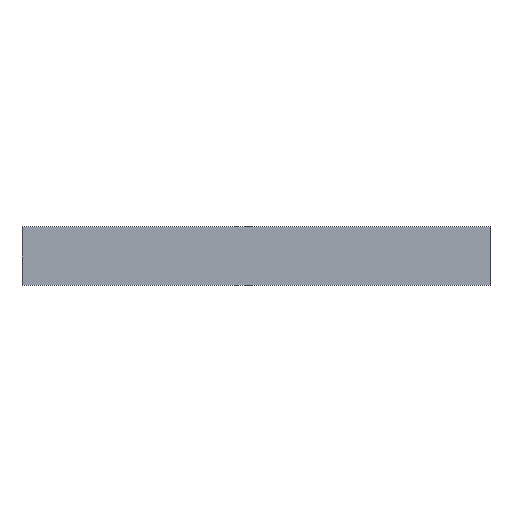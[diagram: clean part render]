
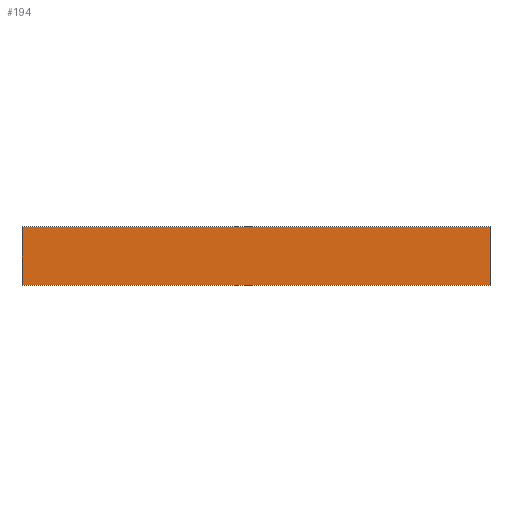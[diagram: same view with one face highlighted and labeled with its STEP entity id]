
A CAD part, top view. The second image highlights one B-rep face of the part: STEP entity #194.
In plain terms, the highlighted planar face has unit normal (0, 0, 1).
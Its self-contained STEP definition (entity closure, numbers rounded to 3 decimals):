
#74=CARTESIAN_POINT('',(12.376,-227.801,480.85));
#75=VERTEX_POINT('',#74);
#82=CARTESIAN_POINT('',(12.376,-207.801,480.85));
#83=VERTEX_POINT('',#82);
#84=CARTESIAN_POINT('',(12.376,-207.801,480.85));
#85=DIRECTION('',(0.,-1.,0.));
#86=VECTOR('',#85,20.);
#87=LINE('',#84,#86);
#88=EDGE_CURVE('',#83,#75,#87,.T.);
#112=CARTESIAN_POINT('',(171.035,-227.801,480.85));
#113=VERTEX_POINT('',#112);
#120=CARTESIAN_POINT('',(12.376,-227.801,480.85));
#121=DIRECTION('',(1.,0.,-0.));
#122=VECTOR('',#121,158.659);
#123=LINE('',#120,#122);
#124=EDGE_CURVE('',#75,#113,#123,.T.);
#143=CARTESIAN_POINT('',(171.035,-207.801,480.85));
#144=VERTEX_POINT('',#143);
#151=CARTESIAN_POINT('',(171.035,-227.801,480.85));
#152=DIRECTION('',(0.,1.,-0.));
#153=VECTOR('',#152,20.);
#154=LINE('',#151,#153);
#155=EDGE_CURVE('',#113,#144,#154,.T.);
#173=CARTESIAN_POINT('',(171.035,-207.801,480.85));
#174=DIRECTION('',(-1.,0.,0.));
#175=VECTOR('',#174,158.659);
#176=LINE('',#173,#175);
#177=EDGE_CURVE('',#144,#83,#176,.T.);
#183=CARTESIAN_POINT('',(91.705,-217.801,480.85));
#184=DIRECTION('',(0.,0.,1.));
#185=DIRECTION('',(0.,-1.,0.));
#186=AXIS2_PLACEMENT_3D('',#183,#184,#185);
#187=PLANE('',#186);
#188=ORIENTED_EDGE('',*,*,#88,.T.);
#189=ORIENTED_EDGE('',*,*,#124,.T.);
#190=ORIENTED_EDGE('',*,*,#155,.T.);
#191=ORIENTED_EDGE('',*,*,#177,.T.);
#192=EDGE_LOOP('',(#188,#189,#190,#191));
#193=FACE_BOUND('',#192,.T.);
#194=ADVANCED_FACE('',(#193),#187,.T.);
